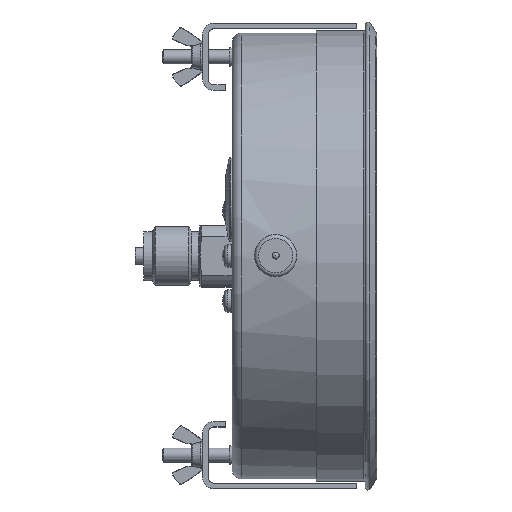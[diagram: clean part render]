
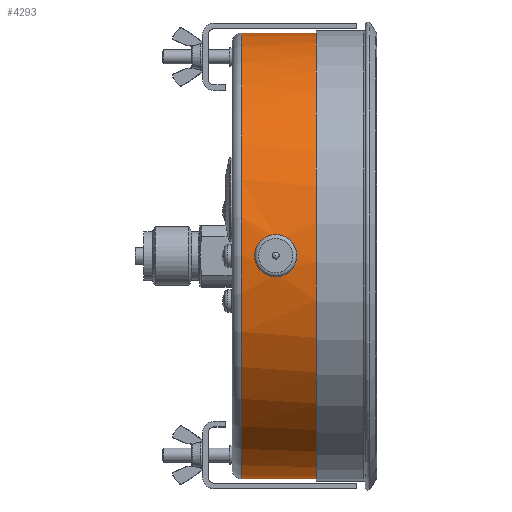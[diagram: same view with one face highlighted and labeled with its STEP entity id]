
A CAD part, top view. The second image highlights one B-rep face of the part: STEP entity #4293.
In plain terms, the highlighted cylindrical face has radius 79.5 mm (diameter 159 mm), a full revolution.
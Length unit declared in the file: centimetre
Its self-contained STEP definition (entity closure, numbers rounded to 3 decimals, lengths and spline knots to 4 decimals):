
#212=CYLINDRICAL_SURFACE('',#4856,7.95);
#418=LINE('',#8361,#606);
#419=LINE('',#8363,#607);
#606=VECTOR('',#6076,0.09);
#607=VECTOR('',#6077,0.09);
#663=B_SPLINE_CURVE_WITH_KNOTS('',3,(#8319,#8320,#8321,#8322,#8323,#8324,
#8325,#8326,#8327,#8328,#8329,#8330,#8331,#8332,#8333,#8334,#8335,#8336,
#8337),.UNSPECIFIED.,.F.,.F.,(4,2,2,2,3,2,2,2,4),(2.9848,3.2336,
3.4823,3.731,3.9798,4.2285,4.4772,
4.726,4.9747),.UNSPECIFIED.);
#664=B_SPLINE_CURVE_WITH_KNOTS('',3,(#8340,#8341,#8342,#8343,#8344,#8345,
#8346,#8347,#8348,#8349,#8350,#8351,#8352,#8353,#8354,#8355,#8356,#8357),
 .UNSPECIFIED.,.F.,.F.,(4,2,2,2,2,2,2,2,4),(0.9949,1.2437,
1.4924,1.7412,1.9899,2.2386,2.4874,
2.7361,2.9848),.UNSPECIFIED.);
#722=FACE_BOUND('',#1309,.T.);
#723=FACE_BOUND('',#1310,.T.);
#987=FACE_OUTER_BOUND('',#1308,.T.);
#1308=EDGE_LOOP('',(#3688));
#1309=EDGE_LOOP('',(#3689,#3690,#3691,#3692,#3693,#3694));
#1310=EDGE_LOOP('',(#3695));
#1573=CIRCLE('',#4767,7.95);
#1615=CIRCLE('',#4857,7.95);
#1942=VERTEX_POINT('',#8225);
#1962=VERTEX_POINT('',#8317);
#1963=VERTEX_POINT('',#8318);
#1964=VERTEX_POINT('',#8360);
#1965=VERTEX_POINT('',#8362);
#1983=VERTEX_POINT('',#8440);
#2499=EDGE_CURVE('',#1942,#1942,#1573,.T.);
#2520=EDGE_CURVE('',#1962,#1963,#663,.T.);
#2522=EDGE_CURVE('',#1963,#1962,#664,.T.);
#2524=EDGE_CURVE('',#1964,#1962,#418,.T.);
#2525=EDGE_CURVE('',#1963,#1965,#419,.T.);
#2553=EDGE_CURVE('',#1983,#1983,#1615,.T.);
#3688=ORIENTED_EDGE('',*,*,#2499,.T.);
#3689=ORIENTED_EDGE('',*,*,#2525,.T.);
#3690=ORIENTED_EDGE('',*,*,#2525,.F.);
#3691=ORIENTED_EDGE('',*,*,#2522,.T.);
#3692=ORIENTED_EDGE('',*,*,#2524,.F.);
#3693=ORIENTED_EDGE('',*,*,#2524,.T.);
#3694=ORIENTED_EDGE('',*,*,#2520,.T.);
#3695=ORIENTED_EDGE('',*,*,#2553,.F.);
#4293=ADVANCED_FACE('',(#987,#722,#723),#212,.T.);
#4767=AXIS2_PLACEMENT_3D('',#8226,#5984,#5985);
#4856=AXIS2_PLACEMENT_3D('',#8439,#6167,#6168);
#4857=AXIS2_PLACEMENT_3D('',#8441,#6169,#6170);
#5984=DIRECTION('center_axis',(-1.,0.,0.));
#5985=DIRECTION('ref_axis',(0.,1.,0.));
#6076=DIRECTION('',(-1.,0.,0.));
#6077=DIRECTION('',(-1.,0.,0.));
#6167=DIRECTION('center_axis',(-1.,0.,0.));
#6168=DIRECTION('ref_axis',(0.,1.,0.));
#6169=DIRECTION('center_axis',(-1.,0.,0.));
#6170=DIRECTION('ref_axis',(0.,1.,0.));
#8225=CARTESIAN_POINT('',(3.,4.8945,6.2647));
#8226=CARTESIAN_POINT('Origin',(3.,0.,0.));
#8317=CARTESIAN_POINT('',(2.21,0.,7.95));
#8318=CARTESIAN_POINT('',(0.89,0.,7.95));
#8319=CARTESIAN_POINT('Ctrl Pts',(2.21,0.,7.95));
#8320=CARTESIAN_POINT('Ctrl Pts',(2.21,-0.0829,7.95));
#8321=CARTESIAN_POINT('Ctrl Pts',(2.1934,-0.1713,7.9486));
#8322=CARTESIAN_POINT('Ctrl Pts',(2.1261,-0.3339,7.9434));
#8323=CARTESIAN_POINT('Ctrl Pts',(2.0753,-0.4081,7.9397));
#8324=CARTESIAN_POINT('Ctrl Pts',(1.9581,-0.5253,7.9328));
#8325=CARTESIAN_POINT('Ctrl Pts',(1.8839,-0.5761,7.9292));
#8326=CARTESIAN_POINT('Ctrl Pts',(1.7213,-0.6434,7.924));
#8327=CARTESIAN_POINT('Ctrl Pts',(1.6329,-0.66,7.9226));
#8328=CARTESIAN_POINT('Ctrl Pts',(1.55,-0.66,7.9226));
#8329=CARTESIAN_POINT('Ctrl Pts',(1.4671,-0.66,7.9226));
#8330=CARTESIAN_POINT('Ctrl Pts',(1.3787,-0.6434,7.924));
#8331=CARTESIAN_POINT('Ctrl Pts',(1.2161,-0.5761,7.9292));
#8332=CARTESIAN_POINT('Ctrl Pts',(1.1419,-0.5253,7.9328));
#8333=CARTESIAN_POINT('Ctrl Pts',(1.0247,-0.4081,7.9397));
#8334=CARTESIAN_POINT('Ctrl Pts',(0.9739,-0.3339,
7.9434));
#8335=CARTESIAN_POINT('Ctrl Pts',(0.9066,-0.1713,
7.9486));
#8336=CARTESIAN_POINT('Ctrl Pts',(0.89,-0.0829,
7.95));
#8337=CARTESIAN_POINT('Ctrl Pts',(0.89,0.,
7.95));
#8340=CARTESIAN_POINT('Ctrl Pts',(0.89,0.,
7.95));
#8341=CARTESIAN_POINT('Ctrl Pts',(0.89,0.0829,
7.95));
#8342=CARTESIAN_POINT('Ctrl Pts',(0.9066,0.1713,7.9486));
#8343=CARTESIAN_POINT('Ctrl Pts',(0.9739,0.3339,7.9434));
#8344=CARTESIAN_POINT('Ctrl Pts',(1.0247,0.4081,7.9397));
#8345=CARTESIAN_POINT('Ctrl Pts',(1.1419,0.5253,7.9328));
#8346=CARTESIAN_POINT('Ctrl Pts',(1.2161,0.5761,7.9292));
#8347=CARTESIAN_POINT('Ctrl Pts',(1.3787,0.6434,7.924));
#8348=CARTESIAN_POINT('Ctrl Pts',(1.4671,0.66,7.9226));
#8349=CARTESIAN_POINT('Ctrl Pts',(1.6329,0.66,7.9226));
#8350=CARTESIAN_POINT('Ctrl Pts',(1.7213,0.6434,7.924));
#8351=CARTESIAN_POINT('Ctrl Pts',(1.8839,0.5761,7.9292));
#8352=CARTESIAN_POINT('Ctrl Pts',(1.9581,0.5253,7.9328));
#8353=CARTESIAN_POINT('Ctrl Pts',(2.0753,0.4081,7.9397));
#8354=CARTESIAN_POINT('Ctrl Pts',(2.1261,0.3339,7.9434));
#8355=CARTESIAN_POINT('Ctrl Pts',(2.1934,0.1713,7.9486));
#8356=CARTESIAN_POINT('Ctrl Pts',(2.21,0.0829,7.95));
#8357=CARTESIAN_POINT('Ctrl Pts',(2.21,0.,7.95));
#8360=CARTESIAN_POINT('',(2.3,0.,7.95));
#8361=CARTESIAN_POINT('',(1.765,0.,7.95));
#8362=CARTESIAN_POINT('',(0.8,0.,7.95));
#8363=CARTESIAN_POINT('',(1.765,0.,7.95));
#8439=CARTESIAN_POINT('Origin',(1.765,0.,
0.));
#8440=CARTESIAN_POINT('',(0.325,7.95,0.));
#8441=CARTESIAN_POINT('Origin',(0.325,0.,
0.));
